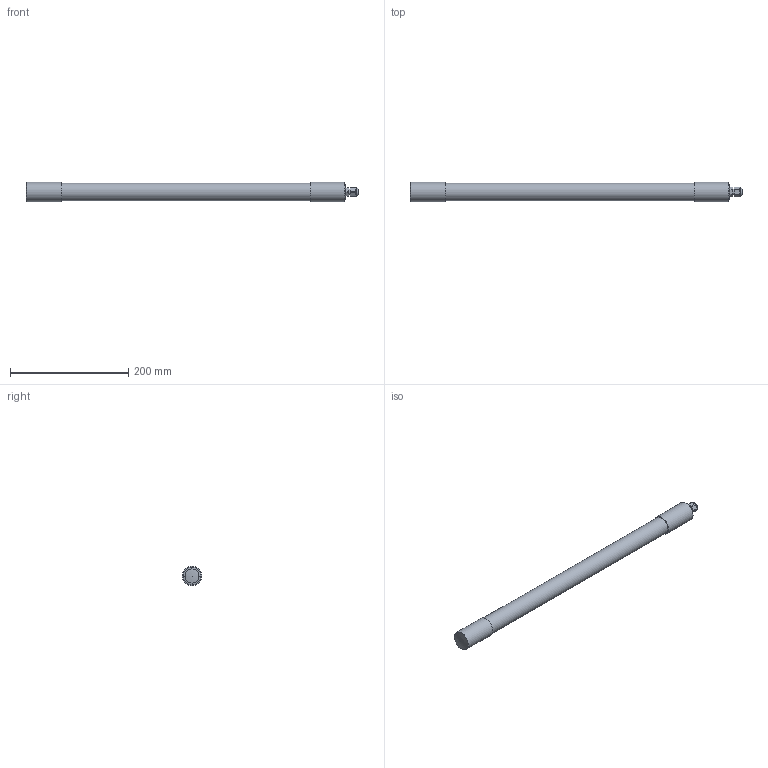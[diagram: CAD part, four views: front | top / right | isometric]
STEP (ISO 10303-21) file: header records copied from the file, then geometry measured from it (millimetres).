
FILE_DESCRIPTION(/* description */ (''),/* implementation_level */ '2;1');
FILE_NAME(/* name */ 'KE-LED-EA 3012-P MOD.stp',/* time_stamp */ '2025-05-15T07:34:06+02:00',/* author */ ('stree'),/* organization */ (''),/* preprocessor_version */ 'ST-DEVELOPER v20.1',/* originating_system */ 'Autodesk Inventor 2026',/* authorisation */ '');
FILE_SCHEMA (('AUTOMOTIVE_DESIGN { 1 0 10303 214 3 1 1 }'));
Length unit declared in the file: millimetre
Products named in the file (6): KE-LED-EA 3012-P MOD Baugruppe; Kabelverschraubung PG07; KE-LED-EA 3006-P - 3018-P Kappe Oben; KE-LED-EA 3006-P - 3018-P Kappe Unten; KE-LED-EA 3012-P MOD Rohr; KE-LED-EA 3012-P Platine
Assembly tree (5 placements, depth 2):
  KE-LED-EA 3012-P MOD Baugruppe
    Kabelverschraubung PG07
    KE-LED-EA 3006-P - 3018-P Kappe Oben
    KE-LED-EA 3006-P - 3018-P Kappe Unten
    KE-LED-EA 3012-P MOD Rohr
    KE-LED-EA 3012-P Platine
Bounding box: 560.77 x 33 x 33 mm (x, y, z)
Volume: 177020.2 mm3; surface area: 146024.8 mm2
Topology: 5 solids, 5 shells, 94 faces, 207 edges, 138 vertices
Faces by surface type: plane 41, cylinder 36, torus 13, bspline 4
Full cylindrical faces by diameter (mm): 3 x12, 7.5 x1, 10 x1, 11.1 x1, 12 x2, 14 x1, 24 x1, 30 x3, 33 x2
Entity records: 3025 total; most frequent: CARTESIAN_POINT 552, DIRECTION 528, ORIENTED_EDGE 410, AXIS2_PLACEMENT_3D 222, EDGE_CURVE 205, VERTEX_POINT 138, CIRCLE 121, EDGE_LOOP 117
